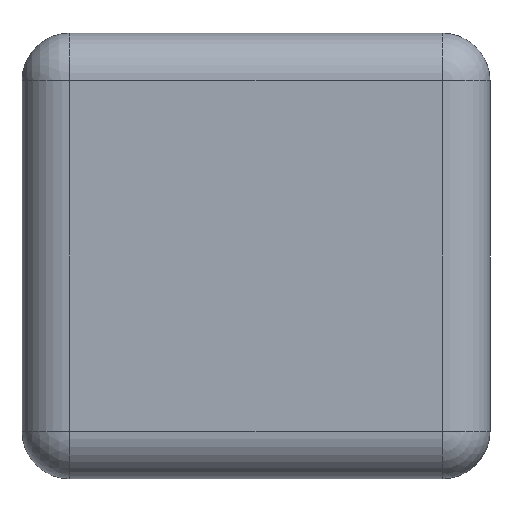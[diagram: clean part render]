
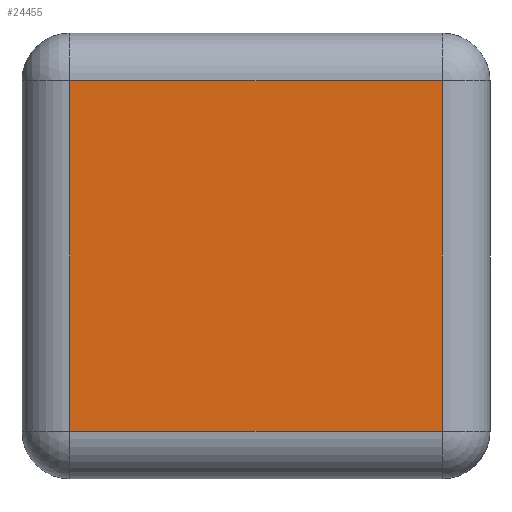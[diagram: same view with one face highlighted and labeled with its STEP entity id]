
A CAD part, front view. The second image highlights one B-rep face of the part: STEP entity #24455.
In plain terms, the highlighted planar face has unit normal (0, -1, 0).
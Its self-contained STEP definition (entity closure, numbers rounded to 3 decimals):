
#672 = CARTESIAN_POINT ( 'NONE',  ( 0., -41.98, -292.718 ) ) ;
#3275 = DIRECTION ( 'NONE',  ( 0., 0., -1. ) ) ;
#6649 = LINE ( 'NONE', #11286, #59300 ) ;
#6746 = VERTEX_POINT ( 'NONE', #21987 ) ;
#7300 = ORIENTED_EDGE ( 'NONE', *, *, #37071, .T. ) ;
#10258 = EDGE_LOOP ( 'NONE', ( #47934, #26323, #43183, #7300 ) ) ;
#11286 = CARTESIAN_POINT ( 'NONE',  ( 0., -41.98, 292.718 ) ) ;
#15354 = CARTESIAN_POINT ( 'NONE',  ( 311.292, -41.98, 0. ) ) ;
#16014 = DIRECTION ( 'NONE',  ( 0., 0., 1. ) ) ;
#16924 = CARTESIAN_POINT ( 'NONE',  ( 311.292, -41.98, 292.718 ) ) ;
#17549 = LINE ( 'NONE', #37585, #48262 ) ;
#17898 = AXIS2_PLACEMENT_3D ( 'NONE', #28936, #18449, #3275 ) ;
#18449 = DIRECTION ( 'NONE',  ( 0., -1., 0. ) ) ;
#19523 = EDGE_CURVE ( 'NONE', #27169, #6746, #29618, .T. ) ;
#21987 = CARTESIAN_POINT ( 'NONE',  ( 311.292, -41.98, -292.718 ) ) ;
#22383 = EDGE_CURVE ( 'NONE', #59278, #27169, #17549, .T. ) ;
#22747 = DIRECTION ( 'NONE',  ( -1., 0., 0. ) ) ;
#24455 = ADVANCED_FACE ( 'NONE', ( #43710 ), #33879, .T. ) ;
#24936 = VECTOR ( 'NONE', #40441, 1000. ) ;
#26323 = ORIENTED_EDGE ( 'NONE', *, *, #22383, .T. ) ;
#27169 = VERTEX_POINT ( 'NONE', #32808 ) ;
#28936 = CARTESIAN_POINT ( 'NONE',  ( 0., -41.98, 0. ) ) ;
#29618 = LINE ( 'NONE', #672, #24936 ) ;
#30437 = CARTESIAN_POINT ( 'NONE',  ( -311.292, -41.98, 292.718 ) ) ;
#31597 = VERTEX_POINT ( 'NONE', #16924 ) ;
#32808 = CARTESIAN_POINT ( 'NONE',  ( -311.292, -41.98, -292.718 ) ) ;
#33088 = EDGE_CURVE ( 'NONE', #31597, #59278, #6649, .T. ) ;
#33879 = PLANE ( 'NONE',  #17898 ) ;
#37071 = EDGE_CURVE ( 'NONE', #6746, #31597, #55742, .T. ) ;
#37581 = VECTOR ( 'NONE', #16014, 1000. ) ;
#37585 = CARTESIAN_POINT ( 'NONE',  ( -311.292, -41.98, 0. ) ) ;
#40441 = DIRECTION ( 'NONE',  ( 1., 0., 0. ) ) ;
#43183 = ORIENTED_EDGE ( 'NONE', *, *, #19523, .T. ) ;
#43710 = FACE_OUTER_BOUND ( 'NONE', #10258, .T. ) ;
#47934 = ORIENTED_EDGE ( 'NONE', *, *, #33088, .T. ) ;
#48262 = VECTOR ( 'NONE', #62880, 1000. ) ;
#55742 = LINE ( 'NONE', #15354, #37581 ) ;
#59278 = VERTEX_POINT ( 'NONE', #30437 ) ;
#59300 = VECTOR ( 'NONE', #22747, 1000. ) ;
#62880 = DIRECTION ( 'NONE',  ( 0., 0., -1. ) ) ;
